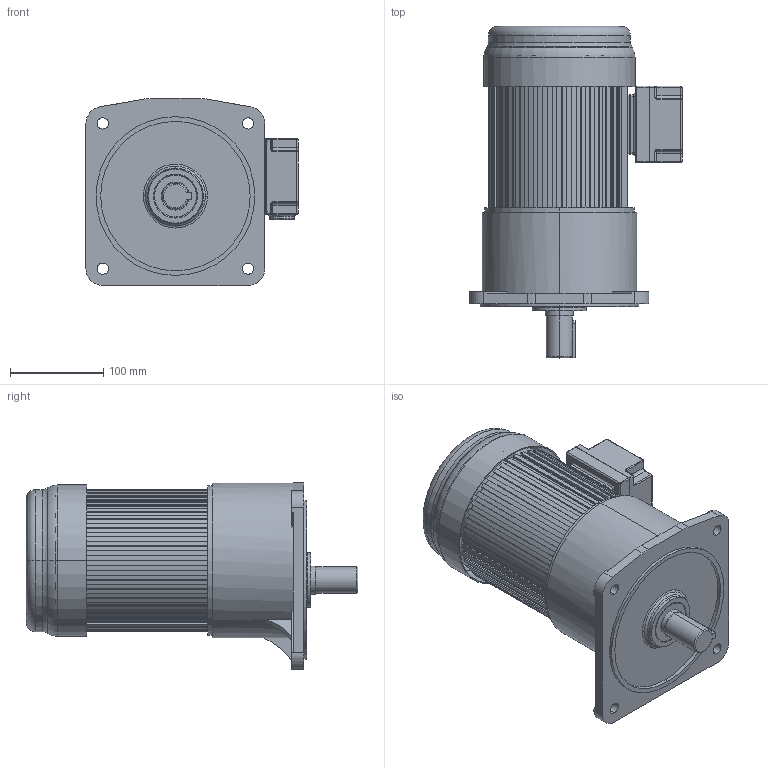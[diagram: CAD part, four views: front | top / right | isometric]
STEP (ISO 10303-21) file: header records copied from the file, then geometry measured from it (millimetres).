
FILE_DESCRIPTION((''),'2;1');
FILE_NAME('ASM0003_ASM','2022-03-12T',('gkkg'),(''),'PRO/ENGINEER BY PARAMETRIC TECHNOLOGY CORPORATION, 2010280','PRO/ENGINEER BY PARAMETRIC TECHNOLOGY CORPORATION, 2010280','');
FILE_SCHEMA(('CONFIG_CONTROL_DESIGN'));
Products named in the file (10): GV28; PRT0010; PRT0011; PRT0012; PRT0013; ASM0006_ASM; PRT0014; ASM0005_ASM; ASM0004_ASM; ASM0003_ASM
Assembly tree (9 placements, depth 5):
  ASM0003_ASM
    GV28
    PRT0010
    PRT0011
    PRT0012
    ASM0004_ASM
      ASM0005_ASM
        ASM0006_ASM
          PRT0013
        PRT0014
Bounding box: 227.08 x 355.3 x 200.27 mm (x, y, z)
Volume: 1788873.3 mm3; surface area: 645388.3 mm2
Topology: 6 solids, 10 shells, 2761 faces, 7603 edges, 4930 vertices
Faces by surface type: plane 1689, cylinder 681, torus 242, bspline 100, cone 43, sphere 6
Entity records: 93421 total; most frequent: CARTESIAN_POINT 21752, ORIENTED_EDGE 15194, DIRECTION 14766, EDGE_CURVE 7597, VECTOR 5258, LINE 5258, VERTEX_POINT 4930, AXIS2_PLACEMENT_3D 4754
